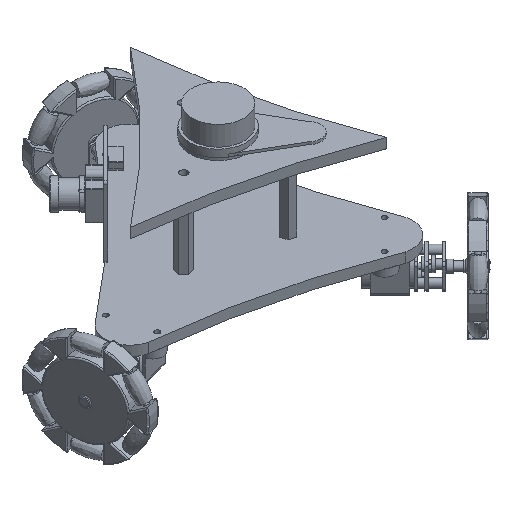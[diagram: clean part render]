
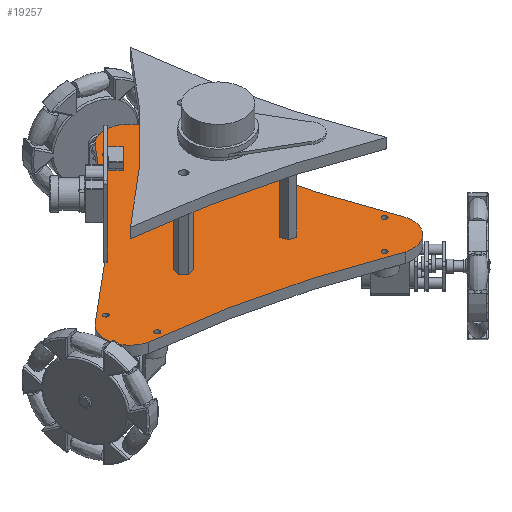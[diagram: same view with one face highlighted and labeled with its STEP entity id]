
A CAD part, isometric view. The second image highlights one B-rep face of the part: STEP entity #19257.
In plain terms, the highlighted planar face has unit normal (0, 0, 1).
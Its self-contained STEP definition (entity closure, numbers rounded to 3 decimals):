
#619=FACE_BOUND('',#2711,.T.);
#620=FACE_BOUND('',#2712,.T.);
#621=FACE_BOUND('',#2713,.T.);
#622=FACE_BOUND('',#2714,.T.);
#623=FACE_BOUND('',#2715,.T.);
#624=FACE_BOUND('',#2716,.T.);
#625=FACE_BOUND('',#2717,.T.);
#626=FACE_BOUND('',#2718,.T.);
#627=FACE_BOUND('',#2719,.T.);
#888=PLANE('',#20660);
#1487=(
BOUNDED_CURVE()
B_SPLINE_CURVE(5,(#29084,#29085,#29086,#29087,#29088,#29089,#29090,#29091,
#29092,#29093,#29094,#29095,#29096,#29097,#29098),.UNSPECIFIED.,.F.,.F.)
B_SPLINE_CURVE_WITH_KNOTS((6,1,1,1,1,1,1,1,1,1,6),(-1.,-0.9,-0.8,-0.7,-0.6,
-0.5,-0.4,-0.3,-0.2,-0.1,0.),.UNSPECIFIED.)
CURVE()
GEOMETRIC_REPRESENTATION_ITEM()
RATIONAL_B_SPLINE_CURVE((1.,1.,1.,1.,1.,1.,1.,1.,1.,1.,1.,1.,1.,1.,1.))
REPRESENTATION_ITEM('')
);
#1489=(
BOUNDED_CURVE()
B_SPLINE_CURVE(5,(#29153,#29154,#29155,#29156,#29157,#29158,#29159,#29160,
#29161,#29162,#29163,#29164,#29165,#29166,#29167),.UNSPECIFIED.,.F.,.F.)
B_SPLINE_CURVE_WITH_KNOTS((6,1,1,1,1,1,1,1,1,1,6),(0.,0.1,0.2,0.3,0.4,0.5,
0.6,0.7,0.8,0.9,1.),.UNSPECIFIED.)
CURVE()
GEOMETRIC_REPRESENTATION_ITEM()
RATIONAL_B_SPLINE_CURVE((1.,1.,1.,1.,1.,1.,1.,1.,1.,1.,1.,1.,1.,1.,1.))
REPRESENTATION_ITEM('')
);
#1491=(
BOUNDED_CURVE()
B_SPLINE_CURVE(5,(#29222,#29223,#29224,#29225,#29226,#29227,#29228,#29229,
#29230,#29231,#29232,#29233,#29234,#29235,#29236),.UNSPECIFIED.,.F.,.F.)
B_SPLINE_CURVE_WITH_KNOTS((6,1,1,1,1,1,1,1,1,1,6),(0.,0.1,0.2,0.3,0.4,0.5,
0.6,0.7,0.8,0.9,1.),.UNSPECIFIED.)
CURVE()
GEOMETRIC_REPRESENTATION_ITEM()
RATIONAL_B_SPLINE_CURVE((1.,1.,1.,1.,1.,1.,1.,1.,1.,1.,1.,1.,1.,1.,1.))
REPRESENTATION_ITEM('')
);
#1529=FACE_OUTER_BOUND('',#2710,.T.);
#2710=EDGE_LOOP('',(#13134,#13135,#13136,#13137,#13138,#13139));
#2711=EDGE_LOOP('',(#13140));
#2712=EDGE_LOOP('',(#13141));
#2713=EDGE_LOOP('',(#13142));
#2714=EDGE_LOOP('',(#13143));
#2715=EDGE_LOOP('',(#13144));
#2716=EDGE_LOOP('',(#13145));
#2717=EDGE_LOOP('',(#13146));
#2718=EDGE_LOOP('',(#13147));
#2719=EDGE_LOOP('',(#13148));
#7345=CIRCLE('',#20625,1.);
#7347=CIRCLE('',#20628,1.);
#7349=CIRCLE('',#20631,1.);
#7351=CIRCLE('',#20634,1.5);
#7353=CIRCLE('',#20637,1.);
#7355=CIRCLE('',#20640,1.);
#7357=CIRCLE('',#20643,1.5);
#7359=CIRCLE('',#20646,1.5);
#7361=CIRCLE('',#20649,1.);
#7364=CIRCLE('',#20653,10.);
#7366=CIRCLE('',#20656,10.);
#7368=CIRCLE('',#20659,10.);
#8417=VERTEX_POINT('',#28981);
#8419=VERTEX_POINT('',#28987);
#8421=VERTEX_POINT('',#28993);
#8423=VERTEX_POINT('',#28999);
#8425=VERTEX_POINT('',#29005);
#8427=VERTEX_POINT('',#29011);
#8429=VERTEX_POINT('',#29017);
#8431=VERTEX_POINT('',#29023);
#8433=VERTEX_POINT('',#29029);
#8437=VERTEX_POINT('',#29081);
#8438=VERTEX_POINT('',#29083);
#8440=VERTEX_POINT('',#29103);
#8442=VERTEX_POINT('',#29152);
#8444=VERTEX_POINT('',#29172);
#8446=VERTEX_POINT('',#29221);
#10214=EDGE_CURVE('',#8417,#8417,#7345,.T.);
#10217=EDGE_CURVE('',#8419,#8419,#7347,.T.);
#10220=EDGE_CURVE('',#8421,#8421,#7349,.T.);
#10223=EDGE_CURVE('',#8423,#8423,#7351,.T.);
#10226=EDGE_CURVE('',#8425,#8425,#7353,.T.);
#10229=EDGE_CURVE('',#8427,#8427,#7355,.T.);
#10232=EDGE_CURVE('',#8429,#8429,#7357,.T.);
#10235=EDGE_CURVE('',#8431,#8431,#7359,.T.);
#10238=EDGE_CURVE('',#8433,#8433,#7361,.T.);
#10243=EDGE_CURVE('',#8438,#8437,#1487,.T.);
#10246=EDGE_CURVE('',#8440,#8438,#7364,.T.);
#10249=EDGE_CURVE('',#8442,#8440,#1489,.T.);
#10252=EDGE_CURVE('',#8444,#8442,#7366,.T.);
#10255=EDGE_CURVE('',#8446,#8444,#1491,.T.);
#10258=EDGE_CURVE('',#8437,#8446,#7368,.T.);
#13134=ORIENTED_EDGE('',*,*,#10258,.T.);
#13135=ORIENTED_EDGE('',*,*,#10255,.T.);
#13136=ORIENTED_EDGE('',*,*,#10252,.T.);
#13137=ORIENTED_EDGE('',*,*,#10249,.T.);
#13138=ORIENTED_EDGE('',*,*,#10246,.T.);
#13139=ORIENTED_EDGE('',*,*,#10243,.T.);
#13140=ORIENTED_EDGE('',*,*,#10238,.T.);
#13141=ORIENTED_EDGE('',*,*,#10235,.T.);
#13142=ORIENTED_EDGE('',*,*,#10232,.T.);
#13143=ORIENTED_EDGE('',*,*,#10229,.T.);
#13144=ORIENTED_EDGE('',*,*,#10226,.T.);
#13145=ORIENTED_EDGE('',*,*,#10223,.T.);
#13146=ORIENTED_EDGE('',*,*,#10220,.T.);
#13147=ORIENTED_EDGE('',*,*,#10217,.T.);
#13148=ORIENTED_EDGE('',*,*,#10214,.T.);
#19257=ADVANCED_FACE('',(#1529,#619,#620,#621,#622,#623,#624,#625,#626,
#627),#888,.T.);
#20625=AXIS2_PLACEMENT_3D('',#28982,#22880,#22881);
#20628=AXIS2_PLACEMENT_3D('',#28988,#22887,#22888);
#20631=AXIS2_PLACEMENT_3D('',#28994,#22894,#22895);
#20634=AXIS2_PLACEMENT_3D('',#29000,#22901,#22902);
#20637=AXIS2_PLACEMENT_3D('',#29006,#22908,#22909);
#20640=AXIS2_PLACEMENT_3D('',#29012,#22915,#22916);
#20643=AXIS2_PLACEMENT_3D('',#29018,#22922,#22923);
#20646=AXIS2_PLACEMENT_3D('',#29024,#22929,#22930);
#20649=AXIS2_PLACEMENT_3D('',#29030,#22936,#22937);
#20653=AXIS2_PLACEMENT_3D('',#29104,#22947,#22948);
#20656=AXIS2_PLACEMENT_3D('',#29173,#22955,#22956);
#20659=AXIS2_PLACEMENT_3D('',#29240,#22963,#22964);
#20660=AXIS2_PLACEMENT_3D('',#29241,#22965,#22966);
#22880=DIRECTION('center_axis',(0.,0.,-1.));
#22881=DIRECTION('ref_axis',(1.,0.,0.));
#22887=DIRECTION('center_axis',(0.,0.,-1.));
#22888=DIRECTION('ref_axis',(1.,0.,0.));
#22894=DIRECTION('center_axis',(0.,0.,-1.));
#22895=DIRECTION('ref_axis',(1.,0.,0.));
#22901=DIRECTION('center_axis',(0.,0.,-1.));
#22902=DIRECTION('ref_axis',(1.,0.,0.));
#22908=DIRECTION('center_axis',(0.,0.,-1.));
#22909=DIRECTION('ref_axis',(1.,0.,0.));
#22915=DIRECTION('center_axis',(0.,0.,-1.));
#22916=DIRECTION('ref_axis',(1.,0.,0.));
#22922=DIRECTION('center_axis',(0.,0.,-1.));
#22923=DIRECTION('ref_axis',(1.,0.,0.));
#22929=DIRECTION('center_axis',(0.,0.,-1.));
#22930=DIRECTION('ref_axis',(1.,0.,0.));
#22936=DIRECTION('center_axis',(0.,0.,-1.));
#22937=DIRECTION('ref_axis',(1.,0.,0.));
#22947=DIRECTION('center_axis',(0.,0.,1.));
#22948=DIRECTION('ref_axis',(0.519,-0.855,0.));
#22955=DIRECTION('center_axis',(0.,0.,1.));
#22956=DIRECTION('ref_axis',(-1.,0.,0.));
#22963=DIRECTION('center_axis',(0.,0.,1.));
#22964=DIRECTION('ref_axis',(0.519,0.855,0.));
#22965=DIRECTION('center_axis',(0.,0.,1.));
#22966=DIRECTION('ref_axis',(1.,0.,0.));
#28981=CARTESIAN_POINT('',(31.717,8.428,4.));
#28982=CARTESIAN_POINT('Origin',(32.717,8.428,4.));
#28987=CARTESIAN_POINT('',(31.717,-8.428,4.));
#28988=CARTESIAN_POINT('Origin',(32.717,-8.428,4.));
#28993=CARTESIAN_POINT('',(-33.181,48.115,4.));
#28994=CARTESIAN_POINT('Origin',(-32.181,48.115,4.));
#28999=CARTESIAN_POINT('',(-26.539,17.207,4.));
#29000=CARTESIAN_POINT('Origin',(-25.039,17.207,4.));
#29005=CARTESIAN_POINT('',(-33.181,-48.115,4.));
#29006=CARTESIAN_POINT('Origin',(-32.181,-48.115,4.));
#29011=CARTESIAN_POINT('',(-47.961,39.802,4.));
#29012=CARTESIAN_POINT('Origin',(-46.961,39.802,4.));
#29017=CARTESIAN_POINT('',(3.653,0.225,4.));
#29018=CARTESIAN_POINT('Origin',(5.153,0.225,4.));
#29023=CARTESIAN_POINT('',(-26.15,-17.432,4.));
#29024=CARTESIAN_POINT('Origin',(-24.65,-17.432,4.));
#29029=CARTESIAN_POINT('',(-47.961,-39.802,4.));
#29030=CARTESIAN_POINT('Origin',(-46.961,-39.802,4.));
#29081=CARTESIAN_POINT('',(-34.807,53.267,4.));
#29083=CARTESIAN_POINT('',(38.785,8.546,4.));
#29084=CARTESIAN_POINT('Ctrl Pts',(38.785,8.546,4.));
#29085=CARTESIAN_POINT('Ctrl Pts',(37.195,9.246,4.));
#29086=CARTESIAN_POINT('Ctrl Pts',(34.025,10.663,4.));
#29087=CARTESIAN_POINT('Ctrl Pts',(29.302,12.839,4.));
#29088=CARTESIAN_POINT('Ctrl Pts',(23.067,15.844,4.));
#29089=CARTESIAN_POINT('Ctrl Pts',(15.385,19.785,4.));
#29090=CARTESIAN_POINT('Ctrl Pts',(7.825,23.927,4.));
#29091=CARTESIAN_POINT('Ctrl Pts',(0.397,28.286,4.));
#29092=CARTESIAN_POINT('Ctrl Pts',(-6.894,32.872,4.));
#29093=CARTESIAN_POINT('Ctrl Pts',(-14.052,37.674,4.));
#29094=CARTESIAN_POINT('Ctrl Pts',(-21.088,42.677,4.));
#29095=CARTESIAN_POINT('Ctrl Pts',(-26.628,46.827,4.));
#29096=CARTESIAN_POINT('Ctrl Pts',(-30.735,50.017,4.));
#29097=CARTESIAN_POINT('Ctrl Pts',(-33.453,52.178,4.));
#29098=CARTESIAN_POINT('Ctrl Pts',(-34.807,53.267,4.));
#29103=CARTESIAN_POINT('',(38.785,-8.546,4.));
#29104=CARTESIAN_POINT('Origin',(33.592,0.,
4.));
#29152=CARTESIAN_POINT('',(-34.807,-53.267,4.));
#29153=CARTESIAN_POINT('Ctrl Pts',(-34.807,-53.267,4.));
#29154=CARTESIAN_POINT('Ctrl Pts',(-33.453,-52.178,
4.));
#29155=CARTESIAN_POINT('Ctrl Pts',(-30.735,-50.017,
4.));
#29156=CARTESIAN_POINT('Ctrl Pts',(-26.628,-46.827,
4.));
#29157=CARTESIAN_POINT('Ctrl Pts',(-21.088,-42.677,
4.));
#29158=CARTESIAN_POINT('Ctrl Pts',(-14.052,-37.674,
4.));
#29159=CARTESIAN_POINT('Ctrl Pts',(-6.894,-32.872,
4.));
#29160=CARTESIAN_POINT('Ctrl Pts',(0.397,-28.286,
4.));
#29161=CARTESIAN_POINT('Ctrl Pts',(7.825,-23.927,4.));
#29162=CARTESIAN_POINT('Ctrl Pts',(15.385,-19.785,4.));
#29163=CARTESIAN_POINT('Ctrl Pts',(23.067,-15.844,4.));
#29164=CARTESIAN_POINT('Ctrl Pts',(29.302,-12.839,4.));
#29165=CARTESIAN_POINT('Ctrl Pts',(34.025,-10.663,4.));
#29166=CARTESIAN_POINT('Ctrl Pts',(37.195,-9.246,4.));
#29167=CARTESIAN_POINT('Ctrl Pts',(38.785,-8.546,4.));
#29172=CARTESIAN_POINT('',(-50.,-44.721,4.));
#29173=CARTESIAN_POINT('Origin',(-40.,-44.721,4.));
#29221=CARTESIAN_POINT('',(-50.,44.721,4.));
#29222=CARTESIAN_POINT('Ctrl Pts',(-50.,44.721,4.));
#29223=CARTESIAN_POINT('Ctrl Pts',(-49.772,42.933,4.));
#29224=CARTESIAN_POINT('Ctrl Pts',(-49.337,39.355,4.));
#29225=CARTESIAN_POINT('Ctrl Pts',(-48.744,33.988,4.));
#29226=CARTESIAN_POINT('Ctrl Pts',(-48.074,26.833,4.));
#29227=CARTESIAN_POINT('Ctrl Pts',(-47.453,17.889,4.));
#29228=CARTESIAN_POINT('Ctrl Pts',(-47.066,8.944,4.));
#29229=CARTESIAN_POINT('Ctrl Pts',(-46.934,0.,
4.));
#29230=CARTESIAN_POINT('Ctrl Pts',(-47.066,-8.944,
4.));
#29231=CARTESIAN_POINT('Ctrl Pts',(-47.453,-17.889,
4.));
#29232=CARTESIAN_POINT('Ctrl Pts',(-48.074,-26.833,
4.));
#29233=CARTESIAN_POINT('Ctrl Pts',(-48.744,-33.988,
4.));
#29234=CARTESIAN_POINT('Ctrl Pts',(-49.337,-39.355,
4.));
#29235=CARTESIAN_POINT('Ctrl Pts',(-49.772,-42.933,
4.));
#29236=CARTESIAN_POINT('Ctrl Pts',(-50.,-44.721,4.));
#29240=CARTESIAN_POINT('Origin',(-40.,44.721,4.));
#29241=CARTESIAN_POINT('Origin',(-3.204,0.,
4.));
